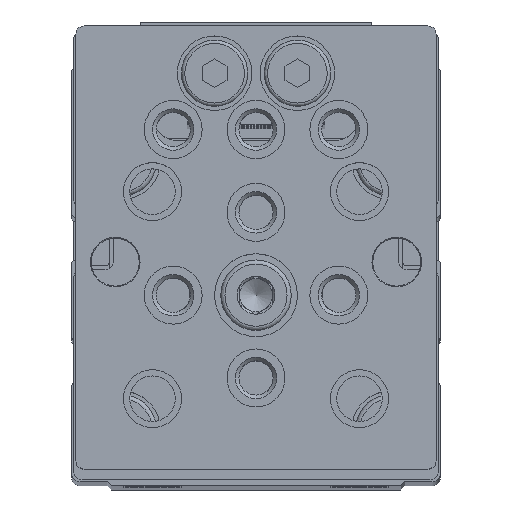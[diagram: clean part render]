
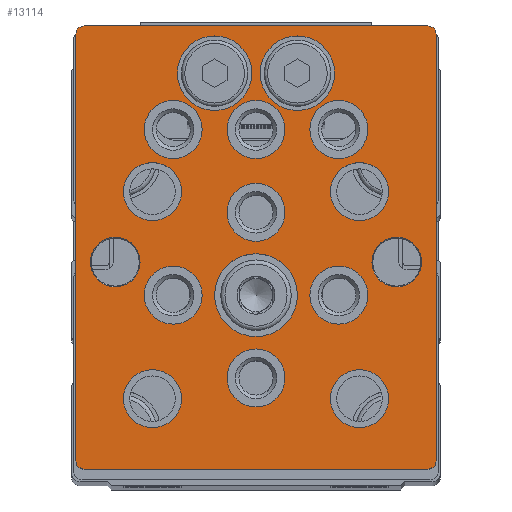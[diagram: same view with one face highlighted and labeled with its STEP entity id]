
A CAD part, top view. The second image highlights one B-rep face of the part: STEP entity #13114.
In plain terms, the highlighted planar face has unit normal (0, 0, 1).
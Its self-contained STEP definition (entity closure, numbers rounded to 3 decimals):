
#697=PLANE('',#14518);
#1587=LINE('',#22491,#2497);
#1591=LINE('',#22503,#2501);
#1595=LINE('',#22515,#2505);
#1599=LINE('',#22525,#2509);
#2497=VECTOR('',#18080,1000.);
#2501=VECTOR('',#18092,1000.);
#2505=VECTOR('',#18104,1000.);
#2509=VECTOR('',#18116,1000.);
#5597=ORIENTED_EDGE('',*,*,#7563,.T.);
#5598=ORIENTED_EDGE('',*,*,#7564,.T.);
#5599=ORIENTED_EDGE('',*,*,#7565,.T.);
#5600=ORIENTED_EDGE('',*,*,#7566,.T.);
#5601=ORIENTED_EDGE('',*,*,#7567,.T.);
#5602=ORIENTED_EDGE('',*,*,#7568,.T.);
#5603=ORIENTED_EDGE('',*,*,#7569,.T.);
#5604=ORIENTED_EDGE('',*,*,#7570,.T.);
#5605=ORIENTED_EDGE('',*,*,#7571,.T.);
#5606=ORIENTED_EDGE('',*,*,#7572,.T.);
#5607=ORIENTED_EDGE('',*,*,#7573,.T.);
#5608=ORIENTED_EDGE('',*,*,#7574,.T.);
#5609=ORIENTED_EDGE('',*,*,#7575,.T.);
#5610=ORIENTED_EDGE('',*,*,#7576,.T.);
#5611=ORIENTED_EDGE('',*,*,#7577,.F.);
#5612=ORIENTED_EDGE('',*,*,#7578,.F.);
#5613=ORIENTED_EDGE('',*,*,#7540,.T.);
#5614=ORIENTED_EDGE('',*,*,#7544,.T.);
#5615=ORIENTED_EDGE('',*,*,#7547,.T.);
#5616=ORIENTED_EDGE('',*,*,#7550,.T.);
#5617=ORIENTED_EDGE('',*,*,#7553,.T.);
#5618=ORIENTED_EDGE('',*,*,#7556,.T.);
#5619=ORIENTED_EDGE('',*,*,#7559,.T.);
#5620=ORIENTED_EDGE('',*,*,#7562,.T.);
#7540=EDGE_CURVE('',#8866,#8865,#9567,.T.);
#7544=EDGE_CURVE('',#8865,#8868,#1587,.T.);
#7547=EDGE_CURVE('',#8868,#8870,#9569,.T.);
#7550=EDGE_CURVE('',#8870,#8872,#1591,.T.);
#7553=EDGE_CURVE('',#8872,#8874,#9571,.T.);
#7556=EDGE_CURVE('',#8874,#8876,#1595,.T.);
#7559=EDGE_CURVE('',#8876,#8878,#9573,.T.);
#7562=EDGE_CURVE('',#8878,#8866,#1599,.T.);
#7563=EDGE_CURVE('',#8879,#8879,#9574,.T.);
#7564=EDGE_CURVE('',#8880,#8880,#9575,.T.);
#7565=EDGE_CURVE('',#8881,#8881,#9576,.T.);
#7566=EDGE_CURVE('',#8882,#8882,#9577,.T.);
#7567=EDGE_CURVE('',#8883,#8883,#9578,.T.);
#7568=EDGE_CURVE('',#8884,#8884,#9579,.T.);
#7569=EDGE_CURVE('',#8885,#8885,#9580,.T.);
#7570=EDGE_CURVE('',#8886,#8886,#9581,.T.);
#7571=EDGE_CURVE('',#8887,#8887,#9582,.T.);
#7572=EDGE_CURVE('',#8888,#8888,#9583,.T.);
#7573=EDGE_CURVE('',#8889,#8889,#9584,.T.);
#7574=EDGE_CURVE('',#8890,#8890,#9585,.T.);
#7575=EDGE_CURVE('',#8891,#8891,#9586,.T.);
#7576=EDGE_CURVE('',#8892,#8892,#9587,.T.);
#7577=EDGE_CURVE('',#8893,#8893,#9588,.T.);
#7578=EDGE_CURVE('',#8894,#8894,#9589,.T.);
#8865=VERTEX_POINT('',#22482);
#8866=VERTEX_POINT('',#22484);
#8868=VERTEX_POINT('',#22490);
#8870=VERTEX_POINT('',#22496);
#8872=VERTEX_POINT('',#22502);
#8874=VERTEX_POINT('',#22508);
#8876=VERTEX_POINT('',#22514);
#8878=VERTEX_POINT('',#22520);
#8879=VERTEX_POINT('',#22528);
#8880=VERTEX_POINT('',#22530);
#8881=VERTEX_POINT('',#22532);
#8882=VERTEX_POINT('',#22534);
#8883=VERTEX_POINT('',#22536);
#8884=VERTEX_POINT('',#22538);
#8885=VERTEX_POINT('',#22540);
#8886=VERTEX_POINT('',#22542);
#8887=VERTEX_POINT('',#22544);
#8888=VERTEX_POINT('',#22546);
#8889=VERTEX_POINT('',#22548);
#8890=VERTEX_POINT('',#22550);
#8891=VERTEX_POINT('',#22552);
#8892=VERTEX_POINT('',#22554);
#8893=VERTEX_POINT('',#22556);
#8894=VERTEX_POINT('',#22558);
#9567=CIRCLE('',#14504,1.);
#9569=CIRCLE('',#14508,1.);
#9571=CIRCLE('',#14512,1.);
#9573=CIRCLE('',#14516,1.);
#9574=CIRCLE('',#14519,5.);
#9575=CIRCLE('',#14520,3.5);
#9576=CIRCLE('',#14521,3.5);
#9577=CIRCLE('',#14522,3.5);
#9578=CIRCLE('',#14523,3.5);
#9579=CIRCLE('',#14524,3.);
#9580=CIRCLE('',#14525,3.);
#9581=CIRCLE('',#14526,3.5);
#9582=CIRCLE('',#14527,3.5);
#9583=CIRCLE('',#14528,3.5);
#9584=CIRCLE('',#14529,3.5);
#9585=CIRCLE('',#14530,3.5);
#9586=CIRCLE('',#14531,3.5);
#9587=CIRCLE('',#14532,3.5);
#9588=CIRCLE('',#14533,4.5);
#9589=CIRCLE('',#14534,4.5);
#10691=EDGE_LOOP('',(#5597));
#10692=EDGE_LOOP('',(#5598));
#10693=EDGE_LOOP('',(#5599));
#10694=EDGE_LOOP('',(#5600));
#10695=EDGE_LOOP('',(#5601));
#10696=EDGE_LOOP('',(#5602));
#10697=EDGE_LOOP('',(#5603));
#10698=EDGE_LOOP('',(#5604));
#10699=EDGE_LOOP('',(#5605));
#10700=EDGE_LOOP('',(#5606));
#10701=EDGE_LOOP('',(#5607));
#10702=EDGE_LOOP('',(#5608));
#10703=EDGE_LOOP('',(#5609));
#10704=EDGE_LOOP('',(#5610));
#10705=EDGE_LOOP('',(#5611));
#10706=EDGE_LOOP('',(#5612));
#10707=EDGE_LOOP('',(#5613,#5614,#5615,#5616,#5617,#5618,#5619,#5620));
#11940=FACE_BOUND('',#10691,.T.);
#11941=FACE_BOUND('',#10692,.T.);
#11942=FACE_BOUND('',#10693,.T.);
#11943=FACE_BOUND('',#10694,.T.);
#11944=FACE_BOUND('',#10695,.T.);
#11945=FACE_BOUND('',#10696,.T.);
#11946=FACE_BOUND('',#10697,.T.);
#11947=FACE_BOUND('',#10698,.T.);
#11948=FACE_BOUND('',#10699,.T.);
#11949=FACE_BOUND('',#10700,.T.);
#11950=FACE_BOUND('',#10701,.T.);
#11951=FACE_BOUND('',#10702,.T.);
#11952=FACE_BOUND('',#10703,.T.);
#11953=FACE_BOUND('',#10704,.T.);
#11954=FACE_BOUND('',#10705,.T.);
#11955=FACE_BOUND('',#10706,.T.);
#11956=FACE_BOUND('',#10707,.T.);
#13114=ADVANCED_FACE('',(#11940,#11941,#11942,#11943,#11944,#11945,#11946,
#11947,#11948,#11949,#11950,#11951,#11952,#11953,#11954,#11955,#11956),
#697,.T.);
#14504=AXIS2_PLACEMENT_3D('',#22483,#18073,#18074);
#14508=AXIS2_PLACEMENT_3D('',#22497,#18086,#18087);
#14512=AXIS2_PLACEMENT_3D('',#22509,#18098,#18099);
#14516=AXIS2_PLACEMENT_3D('',#22521,#18110,#18111);
#14518=AXIS2_PLACEMENT_3D('',#22526,#18117,#18118);
#14519=AXIS2_PLACEMENT_3D('',#22527,#18119,#18120);
#14520=AXIS2_PLACEMENT_3D('',#22529,#18121,#18122);
#14521=AXIS2_PLACEMENT_3D('',#22531,#18123,#18124);
#14522=AXIS2_PLACEMENT_3D('',#22533,#18125,#18126);
#14523=AXIS2_PLACEMENT_3D('',#22535,#18127,#18128);
#14524=AXIS2_PLACEMENT_3D('',#22537,#18129,#18130);
#14525=AXIS2_PLACEMENT_3D('',#22539,#18131,#18132);
#14526=AXIS2_PLACEMENT_3D('',#22541,#18133,#18134);
#14527=AXIS2_PLACEMENT_3D('',#22543,#18135,#18136);
#14528=AXIS2_PLACEMENT_3D('',#22545,#18137,#18138);
#14529=AXIS2_PLACEMENT_3D('',#22547,#18139,#18140);
#14530=AXIS2_PLACEMENT_3D('',#22549,#18141,#18142);
#14531=AXIS2_PLACEMENT_3D('',#22551,#18143,#18144);
#14532=AXIS2_PLACEMENT_3D('',#22553,#18145,#18146);
#14533=AXIS2_PLACEMENT_3D('',#22555,#18147,#18148);
#14534=AXIS2_PLACEMENT_3D('',#22557,#18149,#18150);
#18073=DIRECTION('',(0.,0.,1.));
#18074=DIRECTION('',(1.,0.,0.));
#18080=DIRECTION('',(0.,-1.,0.));
#18086=DIRECTION('',(0.,0.,1.));
#18087=DIRECTION('',(1.,0.,0.));
#18092=DIRECTION('',(1.,0.,0.));
#18098=DIRECTION('',(0.,0.,1.));
#18099=DIRECTION('',(1.,0.,0.));
#18104=DIRECTION('',(0.,1.,0.));
#18110=DIRECTION('',(0.,0.,1.));
#18111=DIRECTION('',(1.,0.,0.));
#18116=DIRECTION('',(-1.,0.,0.));
#18117=DIRECTION('',(0.,0.,1.));
#18118=DIRECTION('',(1.,0.,0.));
#18119=DIRECTION('',(0.,0.,-1.));
#18120=DIRECTION('',(-1.,0.,0.));
#18121=DIRECTION('',(0.,0.,-1.));
#18122=DIRECTION('',(-1.,0.,0.));
#18123=DIRECTION('',(0.,0.,-1.));
#18124=DIRECTION('',(-1.,0.,0.));
#18125=DIRECTION('',(0.,0.,-1.));
#18126=DIRECTION('',(-1.,0.,0.));
#18127=DIRECTION('',(0.,0.,-1.));
#18128=DIRECTION('',(-1.,0.,0.));
#18129=DIRECTION('',(0.,0.,-1.));
#18130=DIRECTION('',(-1.,0.,0.));
#18131=DIRECTION('',(0.,0.,-1.));
#18132=DIRECTION('',(-1.,0.,0.));
#18133=DIRECTION('',(0.,0.,-1.));
#18134=DIRECTION('',(-1.,0.,0.));
#18135=DIRECTION('',(0.,0.,-1.));
#18136=DIRECTION('',(-1.,0.,0.));
#18137=DIRECTION('',(0.,0.,-1.));
#18138=DIRECTION('',(-1.,0.,0.));
#18139=DIRECTION('',(0.,0.,-1.));
#18140=DIRECTION('',(-1.,0.,0.));
#18141=DIRECTION('',(0.,0.,-1.));
#18142=DIRECTION('',(-1.,0.,0.));
#18143=DIRECTION('',(0.,0.,-1.));
#18144=DIRECTION('',(-1.,0.,0.));
#18145=DIRECTION('',(0.,0.,-1.));
#18146=DIRECTION('',(-1.,0.,0.));
#18147=DIRECTION('',(0.,0.,1.));
#18148=DIRECTION('',(1.,0.,0.));
#18149=DIRECTION('',(0.,0.,1.));
#18150=DIRECTION('',(1.,0.,0.));
#22482=CARTESIAN_POINT('',(-21.75,-1.5,10.));
#22483=CARTESIAN_POINT('',(-20.75,-1.5,10.));
#22484=CARTESIAN_POINT('',(-20.75,-0.5,10.));
#22490=CARTESIAN_POINT('',(-21.75,-53.,10.));
#22491=CARTESIAN_POINT('',(-21.75,-1.5,10.));
#22496=CARTESIAN_POINT('',(-20.75,-54.,10.));
#22497=CARTESIAN_POINT('',(-20.75,-53.,10.));
#22502=CARTESIAN_POINT('',(20.75,-54.,10.));
#22503=CARTESIAN_POINT('',(-20.75,-54.,10.));
#22508=CARTESIAN_POINT('',(21.75,-53.,10.));
#22509=CARTESIAN_POINT('',(20.75,-53.,10.));
#22514=CARTESIAN_POINT('',(21.75,-1.5,10.));
#22515=CARTESIAN_POINT('',(21.75,-53.,10.));
#22520=CARTESIAN_POINT('',(20.75,-0.5,10.));
#22521=CARTESIAN_POINT('',(20.75,-1.5,10.));
#22525=CARTESIAN_POINT('',(20.75,-0.5,10.));
#22526=CARTESIAN_POINT('',(-20.75,-1.5,10.));
#22527=CARTESIAN_POINT('',(0.,-33.,10.));
#22528=CARTESIAN_POINT('',(-5.,-33.,10.));
#22529=CARTESIAN_POINT('',(-12.5,-20.5,10.));
#22530=CARTESIAN_POINT('',(-16.,-20.5,10.));
#22531=CARTESIAN_POINT('',(-12.5,-45.5,10.));
#22532=CARTESIAN_POINT('',(-16.,-45.5,10.));
#22533=CARTESIAN_POINT('',(12.5,-45.5,10.));
#22534=CARTESIAN_POINT('',(9.,-45.5,10.));
#22535=CARTESIAN_POINT('',(12.5,-20.5,10.));
#22536=CARTESIAN_POINT('',(9.,-20.5,10.));
#22537=CARTESIAN_POINT('',(-17.,-29.,10.));
#22538=CARTESIAN_POINT('',(-20.,-29.,10.));
#22539=CARTESIAN_POINT('',(17.,-29.,10.));
#22540=CARTESIAN_POINT('',(14.,-29.,10.));
#22541=CARTESIAN_POINT('',(0.,-43.,10.));
#22542=CARTESIAN_POINT('',(-3.5,-43.,10.));
#22543=CARTESIAN_POINT('',(-10.,-33.,10.));
#22544=CARTESIAN_POINT('',(-13.5,-33.,10.));
#22545=CARTESIAN_POINT('',(10.,-33.,10.));
#22546=CARTESIAN_POINT('',(6.5,-33.,10.));
#22547=CARTESIAN_POINT('',(0.,-23.,10.));
#22548=CARTESIAN_POINT('',(-3.5,-23.,10.));
#22549=CARTESIAN_POINT('',(-10.,-13.,10.));
#22550=CARTESIAN_POINT('',(-13.5,-13.,10.));
#22551=CARTESIAN_POINT('',(0.,-13.,10.));
#22552=CARTESIAN_POINT('',(-3.5,-13.,10.));
#22553=CARTESIAN_POINT('',(10.,-13.,10.));
#22554=CARTESIAN_POINT('',(6.5,-13.,10.));
#22555=CARTESIAN_POINT('',(-5.,-6.2,10.));
#22556=CARTESIAN_POINT('',(-0.5,-6.2,10.));
#22557=CARTESIAN_POINT('',(5.,-6.2,10.));
#22558=CARTESIAN_POINT('',(9.5,-6.2,10.));
